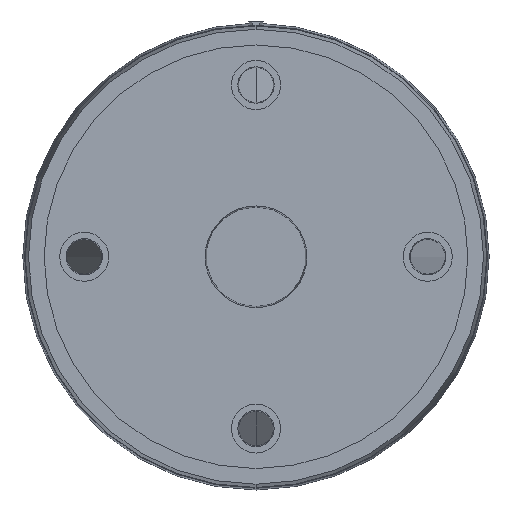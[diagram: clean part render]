
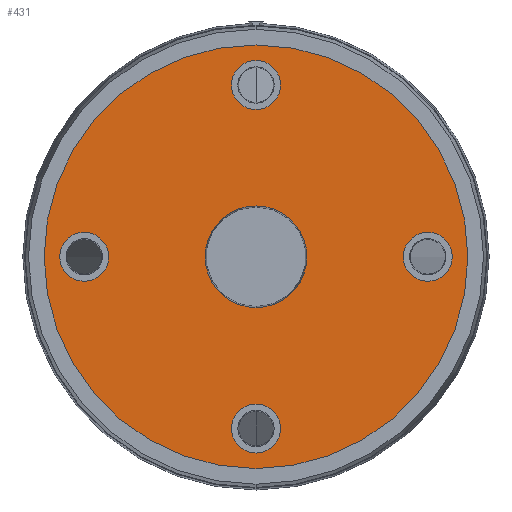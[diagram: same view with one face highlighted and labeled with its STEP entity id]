
A CAD part, front view. The second image highlights one B-rep face of the part: STEP entity #431.
In plain terms, the highlighted planar face has unit normal (0, -1, 0).
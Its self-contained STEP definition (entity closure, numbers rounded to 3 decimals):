
#58 = EDGE_CURVE ( 'NONE', #2711, #385, #810, .T. ) ;
#68 = EDGE_CURVE ( 'NONE', #2699, #2700, #737, .T. ) ;
#80 = EDGE_CURVE ( 'NONE', #2687, #2688, #779, .T. ) ;
#91 = EDGE_CURVE ( 'NONE', #2695, #2698, #757, .T. ) ;
#96 = EDGE_CURVE ( 'NONE', #2703, #2704, #755, .T. ) ;
#98 = EDGE_CURVE ( 'NONE', #2707, #2708, #748, .T. ) ;
#180 = EDGE_CURVE ( 'NONE', #2698, #2695, #1212, .T. ) ;
#181 = EDGE_CURVE ( 'NONE', #385, #2711, #1209, .T. ) ;
#385 = VERTEX_POINT ( 'NONE', #1945 ) ;
#431 = ADVANCED_FACE ( 'PLANAR_14', ( #2116, #2118, #2120, #2122, #2115, #2117 ), #2119, .F. ) ;
#521 = EDGE_CURVE ( 'NONE', #2704, #2703, #1426, .T. ) ;
#526 = EDGE_CURVE ( 'NONE', #2688, #2687, #1390, .T. ) ;
#527 = EDGE_CURVE ( 'NONE', #2700, #2699, #1392, .T. ) ;
#531 = EDGE_CURVE ( 'NONE', #2708, #2707, #1398, .T. ) ;
#737 = CIRCLE ( 'NONE', #793, 3.85 ) ;
#747 = AXIS2_PLACEMENT_3D ( 'NONE', #3397, #3398, #3399 ) ;
#748 = CIRCLE ( 'NONE', #747, 3.85 ) ;
#750 = AXIS2_PLACEMENT_3D ( 'NONE', #3376, #3377, #3378 ) ;
#755 = CIRCLE ( 'NONE', #750, 3.85 ) ;
#757 = CIRCLE ( 'NONE', #759, 3.85 ) ;
#759 = AXIS2_PLACEMENT_3D ( 'NONE', #3329, #3330, #3331 ) ;
#776 = AXIS2_PLACEMENT_3D ( 'NONE', #3281, #3282, #3283 ) ;
#779 = CIRCLE ( 'NONE', #776, 7.993 ) ;
#793 = AXIS2_PLACEMENT_3D ( 'NONE', #3246, #3247, #3248 ) ;
#810 = CIRCLE ( 'NONE', #821, 33.293 ) ;
#821 = AXIS2_PLACEMENT_3D ( 'NONE', #3218, #3219, #3220 ) ;
#956 = AXIS2_PLACEMENT_3D ( 'NONE', #2123, #2124, #2125 ) ;
#1199 = AXIS2_PLACEMENT_3D ( 'NONE', #1586, #1587, #1588 ) ;
#1209 = CIRCLE ( 'NONE', #1199, 33.293 ) ;
#1210 = AXIS2_PLACEMENT_3D ( 'NONE', #1581, #1582, #1583 ) ;
#1212 = CIRCLE ( 'NONE', #1210, 3.85 ) ;
#1390 = CIRCLE ( 'NONE', #1393, 7.993 ) ;
#1392 = CIRCLE ( 'NONE', #1395, 3.85 ) ;
#1393 = AXIS2_PLACEMENT_3D ( 'NONE', #2507, #2508, #2509 ) ;
#1395 = AXIS2_PLACEMENT_3D ( 'NONE', #2512, #2513, #2514 ) ;
#1398 = CIRCLE ( 'NONE', #1403, 3.85 ) ;
#1403 = AXIS2_PLACEMENT_3D ( 'NONE', #2524, #2525, #2526 ) ;
#1410 = AXIS2_PLACEMENT_3D ( 'NONE', #2492, #2493, #2494 ) ;
#1426 = CIRCLE ( 'NONE', #1410, 3.85 ) ;
#1581 = CARTESIAN_POINT ( 'NONE',  ( -27., 0.5, 0. ) ) ;
#1582 = DIRECTION ( 'NONE',  ( 0., 1., 0. ) ) ;
#1583 = DIRECTION ( 'NONE',  ( 0., 0., 1. ) ) ;
#1586 = CARTESIAN_POINT ( 'NONE',  ( 0., 0.5, 0. ) ) ;
#1587 = DIRECTION ( 'NONE',  ( 0., 1., 0. ) ) ;
#1588 = DIRECTION ( 'NONE',  ( 0., 0., 1. ) ) ;
#1945 = CARTESIAN_POINT ( 'NONE',  ( 0., 0.5, 33.293 ) ) ;
#2115 = FACE_BOUND ( 'NONE', #4709, .T. ) ;
#2116 = FACE_BOUND ( 'NONE', #4865, .T. ) ;
#2117 = FACE_BOUND ( 'NONE', #5275, .T. ) ;
#2118 = FACE_BOUND ( 'NONE', #5362, .T. ) ;
#2119 = PLANE ( 'NONE',  #956 ) ;
#2120 = FACE_OUTER_BOUND ( 'NONE', #4690, .T. ) ;
#2122 = FACE_BOUND ( 'NONE', #4668, .T. ) ;
#2123 = CARTESIAN_POINT ( 'NONE',  ( 0., 0.5, 0. ) ) ;
#2124 = DIRECTION ( 'NONE',  ( 0., 1., 0. ) ) ;
#2125 = DIRECTION ( 'NONE',  ( 0., 0., 1. ) ) ;
#2492 = CARTESIAN_POINT ( 'NONE',  ( 0., 0.5, -27. ) ) ;
#2493 = DIRECTION ( 'NONE',  ( 0., 1., 0. ) ) ;
#2494 = DIRECTION ( 'NONE',  ( 0., 0., 1. ) ) ;
#2507 = CARTESIAN_POINT ( 'NONE',  ( 0., 0.5, 0. ) ) ;
#2508 = DIRECTION ( 'NONE',  ( 0., -1., 0. ) ) ;
#2509 = DIRECTION ( 'NONE',  ( 0., 0., 1. ) ) ;
#2512 = CARTESIAN_POINT ( 'NONE',  ( 0., 0.5, 27. ) ) ;
#2513 = DIRECTION ( 'NONE',  ( 0., 1., 0. ) ) ;
#2514 = DIRECTION ( 'NONE',  ( 0., 0., 1. ) ) ;
#2524 = CARTESIAN_POINT ( 'NONE',  ( 27., 0.5, 0. ) ) ;
#2525 = DIRECTION ( 'NONE',  ( 0., 1., 0. ) ) ;
#2526 = DIRECTION ( 'NONE',  ( 0., 0., 1. ) ) ;
#2687 = VERTEX_POINT ( 'NONE', #4123 ) ;
#2688 = VERTEX_POINT ( 'NONE', #4124 ) ;
#2695 = VERTEX_POINT ( 'NONE', #4131 ) ;
#2698 = VERTEX_POINT ( 'NONE', #4134 ) ;
#2699 = VERTEX_POINT ( 'NONE', #4135 ) ;
#2700 = VERTEX_POINT ( 'NONE', #4136 ) ;
#2703 = VERTEX_POINT ( 'NONE', #4139 ) ;
#2704 = VERTEX_POINT ( 'NONE', #4140 ) ;
#2707 = VERTEX_POINT ( 'NONE', #4143 ) ;
#2708 = VERTEX_POINT ( 'NONE', #4144 ) ;
#2711 = VERTEX_POINT ( 'NONE', #4147 ) ;
#3218 = CARTESIAN_POINT ( 'NONE',  ( 0., 0.5, 0. ) ) ;
#3219 = DIRECTION ( 'NONE',  ( 0., 1., 0. ) ) ;
#3220 = DIRECTION ( 'NONE',  ( 0., 0., 1. ) ) ;
#3246 = CARTESIAN_POINT ( 'NONE',  ( 0., 0.5, 27. ) ) ;
#3247 = DIRECTION ( 'NONE',  ( 0., 1., 0. ) ) ;
#3248 = DIRECTION ( 'NONE',  ( 0., 0., 1. ) ) ;
#3281 = CARTESIAN_POINT ( 'NONE',  ( 0., 0.5, 0. ) ) ;
#3282 = DIRECTION ( 'NONE',  ( 0., -1., 0. ) ) ;
#3283 = DIRECTION ( 'NONE',  ( 0., 0., 1. ) ) ;
#3329 = CARTESIAN_POINT ( 'NONE',  ( -27., 0.5, 0. ) ) ;
#3330 = DIRECTION ( 'NONE',  ( 0., 1., 0. ) ) ;
#3331 = DIRECTION ( 'NONE',  ( 0., 0., 1. ) ) ;
#3376 = CARTESIAN_POINT ( 'NONE',  ( 0., 0.5, -27. ) ) ;
#3377 = DIRECTION ( 'NONE',  ( 0., 1., 0. ) ) ;
#3378 = DIRECTION ( 'NONE',  ( 0., 0., 1. ) ) ;
#3397 = CARTESIAN_POINT ( 'NONE',  ( 27., 0.5, 0. ) ) ;
#3398 = DIRECTION ( 'NONE',  ( 0., 1., 0. ) ) ;
#3399 = DIRECTION ( 'NONE',  ( 0., 0., 1. ) ) ;
#4123 = CARTESIAN_POINT ( 'NONE',  ( 0., 0.5, 7.993 ) ) ;
#4124 = CARTESIAN_POINT ( 'NONE',  ( 0., 0.5, -7.993 ) ) ;
#4131 = CARTESIAN_POINT ( 'NONE',  ( -27., 0.5, 3.85 ) ) ;
#4134 = CARTESIAN_POINT ( 'NONE',  ( -27., 0.5, -3.85 ) ) ;
#4135 = CARTESIAN_POINT ( 'NONE',  ( 0., 0.5, 30.85 ) ) ;
#4136 = CARTESIAN_POINT ( 'NONE',  ( 0., 0.5, 23.15 ) ) ;
#4139 = CARTESIAN_POINT ( 'NONE',  ( 0., 0.5, -23.15 ) ) ;
#4140 = CARTESIAN_POINT ( 'NONE',  ( 0., 0.5, -30.85 ) ) ;
#4143 = CARTESIAN_POINT ( 'NONE',  ( 27., 0.5, 3.85 ) ) ;
#4144 = CARTESIAN_POINT ( 'NONE',  ( 27., 0.5, -3.85 ) ) ;
#4147 = CARTESIAN_POINT ( 'NONE',  ( 0., 0.5, -33.293 ) ) ;
#4668 = EDGE_LOOP ( 'NONE', ( #5149, #4889 ) ) ;
#4690 = EDGE_LOOP ( 'NONE', ( #4917, #5167 ) ) ;
#4709 = EDGE_LOOP ( 'NONE', ( #4938, #5082 ) ) ;
#4865 = EDGE_LOOP ( 'NONE', ( #5020, #5046 ) ) ;
#4889 = ORIENTED_EDGE ( 'NONE', *, *, #98, .T. ) ;
#4909 = ORIENTED_EDGE ( 'NONE', *, *, #521, .T. ) ;
#4917 = ORIENTED_EDGE ( 'NONE', *, *, #58, .F. ) ;
#4938 = ORIENTED_EDGE ( 'NONE', *, *, #527, .T. ) ;
#5020 = ORIENTED_EDGE ( 'NONE', *, *, #180, .T. ) ;
#5046 = ORIENTED_EDGE ( 'NONE', *, *, #91, .T. ) ;
#5082 = ORIENTED_EDGE ( 'NONE', *, *, #68, .T. ) ;
#5108 = ORIENTED_EDGE ( 'NONE', *, *, #526, .F. ) ;
#5149 = ORIENTED_EDGE ( 'NONE', *, *, #531, .T. ) ;
#5167 = ORIENTED_EDGE ( 'NONE', *, *, #181, .F. ) ;
#5197 = ORIENTED_EDGE ( 'NONE', *, *, #96, .T. ) ;
#5275 = EDGE_LOOP ( 'NONE', ( #5108, #5280 ) ) ;
#5280 = ORIENTED_EDGE ( 'NONE', *, *, #80, .F. ) ;
#5362 = EDGE_LOOP ( 'NONE', ( #4909, #5197 ) ) ;
